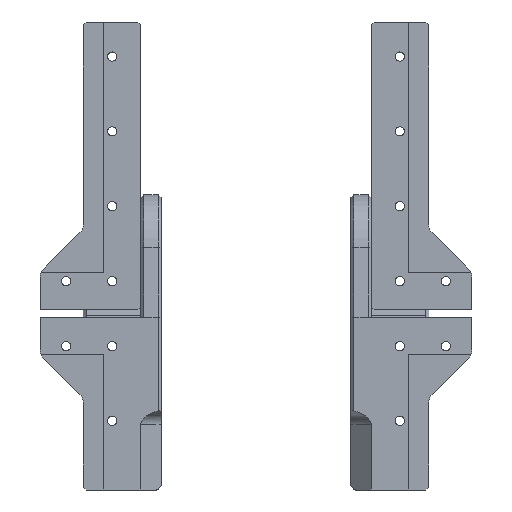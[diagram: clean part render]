
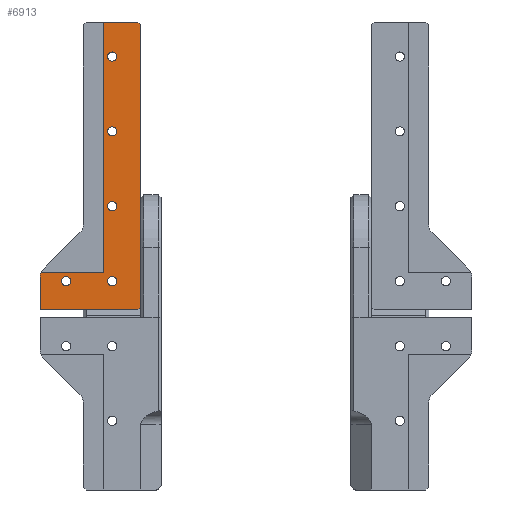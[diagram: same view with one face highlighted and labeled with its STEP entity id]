
A CAD part, left-side view. The second image highlights one B-rep face of the part: STEP entity #6913.
In plain terms, the highlighted planar face has unit normal (-1, 0, 0).
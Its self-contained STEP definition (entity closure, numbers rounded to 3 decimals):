
#102=FACE_BOUND('',#847,.T.);
#103=FACE_BOUND('',#848,.T.);
#104=FACE_BOUND('',#849,.T.);
#105=FACE_BOUND('',#850,.T.);
#106=FACE_BOUND('',#851,.T.);
#170=PLANE('',#7386);
#437=FACE_OUTER_BOUND('',#846,.T.);
#846=EDGE_LOOP('',(#5037,#5038,#5039,#5040,#5041,#5042,#5043,#5044,#5045));
#847=EDGE_LOOP('',(#5046));
#848=EDGE_LOOP('',(#5047));
#849=EDGE_LOOP('',(#5048));
#850=EDGE_LOOP('',(#5049));
#851=EDGE_LOOP('',(#5050));
#1230=CIRCLE('',#7368,4.);
#1237=CIRCLE('',#7387,1.6);
#1238=CIRCLE('',#7388,1.6);
#1239=CIRCLE('',#7389,1.6);
#1240=CIRCLE('',#7390,1.6);
#1241=CIRCLE('',#7391,1.6);
#1718=LINE('',#13246,#2304);
#1719=LINE('',#13249,#2305);
#1726=LINE('',#13267,#2312);
#1732=LINE('',#13278,#2318);
#1761=LINE('',#13362,#2347);
#1762=LINE('',#13364,#2348);
#1778=LINE('',#13832,#2364);
#1781=LINE('',#13836,#2367);
#2304=VECTOR('',#8056,10.);
#2305=VECTOR('',#8059,10.);
#2312=VECTOR('',#8078,10.);
#2318=VECTOR('',#8086,10.);
#2347=VECTOR('',#8165,10.);
#2348=VECTOR('',#8168,10.);
#2364=VECTOR('',#8212,10.);
#2367=VECTOR('',#8217,10.);
#2946=VERTEX_POINT('',#13236);
#2950=VERTEX_POINT('',#13244);
#2951=VERTEX_POINT('',#13248);
#2956=VERTEX_POINT('',#13266);
#2960=VERTEX_POINT('',#13276);
#2984=VERTEX_POINT('',#13352);
#2985=VERTEX_POINT('',#13354);
#2987=VERTEX_POINT('',#13360);
#3007=VERTEX_POINT('',#13831);
#3008=VERTEX_POINT('',#13837);
#3009=VERTEX_POINT('',#13839);
#3010=VERTEX_POINT('',#13841);
#3011=VERTEX_POINT('',#13843);
#3012=VERTEX_POINT('',#13845);
#3668=EDGE_CURVE('',#2946,#2950,#1718,.T.);
#3669=EDGE_CURVE('',#2951,#2950,#1719,.T.);
#3678=EDGE_CURVE('',#2946,#2956,#1726,.T.);
#3684=EDGE_CURVE('',#2951,#2960,#1732,.T.);
#3721=EDGE_CURVE('',#2984,#2985,#1230,.T.);
#3725=EDGE_CURVE('',#2987,#2984,#1761,.T.);
#3726=EDGE_CURVE('',#2956,#2987,#1762,.T.);
#3759=EDGE_CURVE('',#3007,#2985,#1778,.T.);
#3762=EDGE_CURVE('',#2960,#3007,#1781,.T.);
#3763=EDGE_CURVE('',#3008,#3008,#1237,.T.);
#3764=EDGE_CURVE('',#3009,#3009,#1238,.T.);
#3765=EDGE_CURVE('',#3010,#3010,#1239,.T.);
#3766=EDGE_CURVE('',#3011,#3011,#1240,.T.);
#3767=EDGE_CURVE('',#3012,#3012,#1241,.T.);
#5037=ORIENTED_EDGE('',*,*,#3678,.F.);
#5038=ORIENTED_EDGE('',*,*,#3668,.T.);
#5039=ORIENTED_EDGE('',*,*,#3669,.F.);
#5040=ORIENTED_EDGE('',*,*,#3684,.T.);
#5041=ORIENTED_EDGE('',*,*,#3762,.T.);
#5042=ORIENTED_EDGE('',*,*,#3759,.T.);
#5043=ORIENTED_EDGE('',*,*,#3721,.F.);
#5044=ORIENTED_EDGE('',*,*,#3725,.F.);
#5045=ORIENTED_EDGE('',*,*,#3726,.F.);
#5046=ORIENTED_EDGE('',*,*,#3763,.T.);
#5047=ORIENTED_EDGE('',*,*,#3764,.T.);
#5048=ORIENTED_EDGE('',*,*,#3765,.T.);
#5049=ORIENTED_EDGE('',*,*,#3766,.T.);
#5050=ORIENTED_EDGE('',*,*,#3767,.T.);
#6913=ADVANCED_FACE('',(#437,#102,#103,#104,#105,#106),#170,.T.);
#7368=AXIS2_PLACEMENT_3D('',#13355,#8157,#8158);
#7386=AXIS2_PLACEMENT_3D('',#13835,#8215,#8216);
#7387=AXIS2_PLACEMENT_3D('',#13838,#8218,#8219);
#7388=AXIS2_PLACEMENT_3D('',#13840,#8220,#8221);
#7389=AXIS2_PLACEMENT_3D('',#13842,#8222,#8223);
#7390=AXIS2_PLACEMENT_3D('',#13844,#8224,#8225);
#7391=AXIS2_PLACEMENT_3D('',#13846,#8226,#8227);
#8056=DIRECTION('',(0.,0.,1.));
#8059=DIRECTION('',(0.,-0.707,-0.707));
#8078=DIRECTION('',(0.,0.707,-0.707));
#8086=DIRECTION('',(0.,1.,0.));
#8157=DIRECTION('center_axis',(1.,0.,0.));
#8158=DIRECTION('ref_axis',(0.,0.924,0.383));
#8165=DIRECTION('',(0.,0.,1.));
#8168=DIRECTION('',(0.,1.,0.));
#8212=DIRECTION('',(0.,1.,0.));
#8215=DIRECTION('center_axis',(-1.,0.,0.));
#8216=DIRECTION('ref_axis',(0.,0.,1.));
#8217=DIRECTION('',(0.,0.,-1.));
#8218=DIRECTION('center_axis',(1.,0.,0.));
#8219=DIRECTION('ref_axis',(0.,-1.,0.));
#8220=DIRECTION('center_axis',(1.,0.,0.));
#8221=DIRECTION('ref_axis',(0.,-1.,0.));
#8222=DIRECTION('center_axis',(1.,0.,0.));
#8223=DIRECTION('ref_axis',(0.,-1.,0.));
#8224=DIRECTION('center_axis',(1.,0.,0.));
#8225=DIRECTION('ref_axis',(0.,-1.,0.));
#8226=DIRECTION('center_axis',(1.,0.,0.));
#8227=DIRECTION('ref_axis',(0.,-1.,0.));
#13236=CARTESIAN_POINT('',(-22.,0.,-19.));
#13244=CARTESIAN_POINT('',(-22.,0.,79.));
#13246=CARTESIAN_POINT('',(-22.,0.,-20.));
#13248=CARTESIAN_POINT('',(-22.,1.,80.));
#13249=CARTESIAN_POINT('',(-22.,-24.5,54.5));
#13266=CARTESIAN_POINT('',(-22.,1.,-20.));
#13267=CARTESIAN_POINT('',(-22.,0.5,-19.5));
#13276=CARTESIAN_POINT('',(-22.,13.,80.));
#13278=CARTESIAN_POINT('',(-22.,0.,80.));
#13352=CARTESIAN_POINT('',(-22.,35.,-8.657));
#13354=CARTESIAN_POINT('',(-22.,34.641,-7.));
#13355=CARTESIAN_POINT('Origin',(-22.,31.,-8.657));
#13360=CARTESIAN_POINT('',(-22.,35.,-20.));
#13362=CARTESIAN_POINT('',(-22.,35.,-20.));
#13364=CARTESIAN_POINT('',(-22.,0.,-20.));
#13831=CARTESIAN_POINT('',(-22.,13.,-7.));
#13832=CARTESIAN_POINT('',(-22.,6.5,-7.));
#13835=CARTESIAN_POINT('Origin',(-22.,0.,-20.));
#13836=CARTESIAN_POINT('',(-22.,13.,30.));
#13837=CARTESIAN_POINT('',(-22.,27.6,-10.));
#13838=CARTESIAN_POINT('Origin',(-22.,26.,-10.));
#13839=CARTESIAN_POINT('',(-22.,11.6,-10.));
#13840=CARTESIAN_POINT('Origin',(-22.,10.,-10.));
#13841=CARTESIAN_POINT('',(-22.,11.6,68.));
#13842=CARTESIAN_POINT('Origin',(-22.,10.,68.));
#13843=CARTESIAN_POINT('',(-22.,11.6,16.));
#13844=CARTESIAN_POINT('Origin',(-22.,10.,16.));
#13845=CARTESIAN_POINT('',(-22.,11.6,42.));
#13846=CARTESIAN_POINT('Origin',(-22.,10.,42.));
